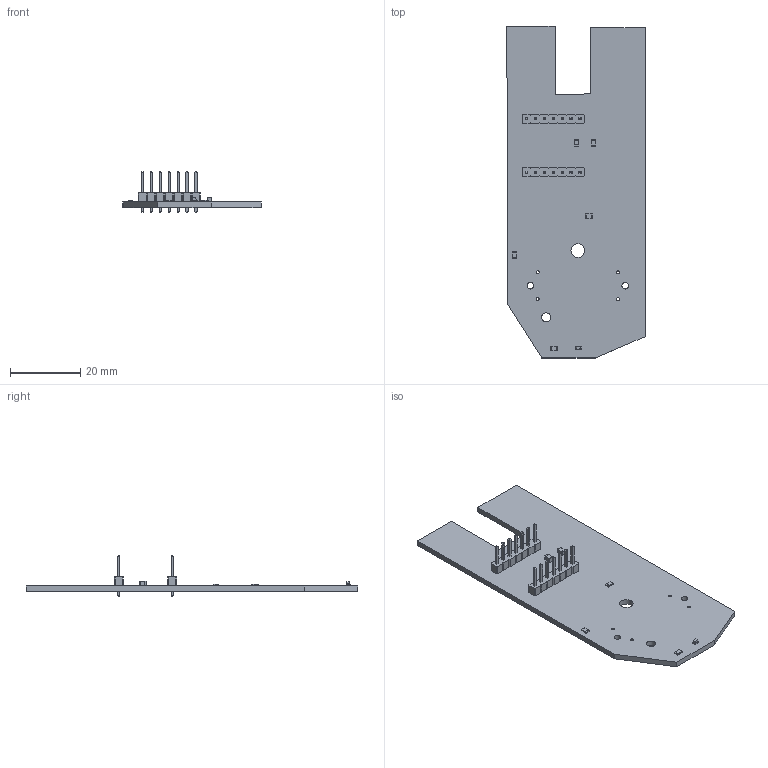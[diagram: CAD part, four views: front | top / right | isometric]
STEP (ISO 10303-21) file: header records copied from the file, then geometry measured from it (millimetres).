
FILE_DESCRIPTION(('KiCad electronic assembly'),'2;1');
FILE_NAME('pLUFsPCB.step','2025-03-04T13:40:04',('Pcbnew'),('Kicad'), 'Open CASCADE STEP processor 7.8','KiCad to STEP converter','Unknown' );
FILE_SCHEMA(('AUTOMOTIVE_DESIGN { 1 0 10303 214 1 1 1 1 }'));
Length unit declared in the file: millimetre
Products named in the file (10): pLUFsPCB 1; R_0805_2012Metric; C_0805_2012Metric; PinHeader_1x07_P2.54mm_Vertical; PinHeader_1x07_P254mm_Vertical; LED_0603_1608Metric; pLUFsPCB_PCB
Assembly tree (13 placements, depth 3):
  pLUFsPCB 1
    R_0805_2012Metric  x3
      R_0805_2012Metric
    C_0805_2012Metric  x2
      C_0805_2012Metric
    PinHeader_1x07_P2.54mm_Vertical  x2
      PinHeader_1x07_P254mm_Vertical
    LED_0603_1608Metric
      LED_0603_1608Metric
    pLUFsPCB_PCB
Bounding box: 39.37 x 94.49 x 11.54 mm (x, y, z)
Volume: 5641.8 mm3; surface area: 8068.4 mm2
Topology: 9 solids, 9 shells, 562 faces, 1401 edges, 890 vertices
Faces by surface type: plane 484, cylinder 78
Full cylindrical faces by diameter (mm): 0.85 x4, 1 x14, 1.9 x2, 2.6 x1, 3.9 x1
Entity records: 11337 total; most frequent: CARTESIAN_POINT 1603, ORIENTED_EDGE 1562, DIRECTION 1529, EDGE_CURVE 781, LINE 681, VECTOR 681, VERTEX_POINT 498, AXIS2_PLACEMENT_3D 424
